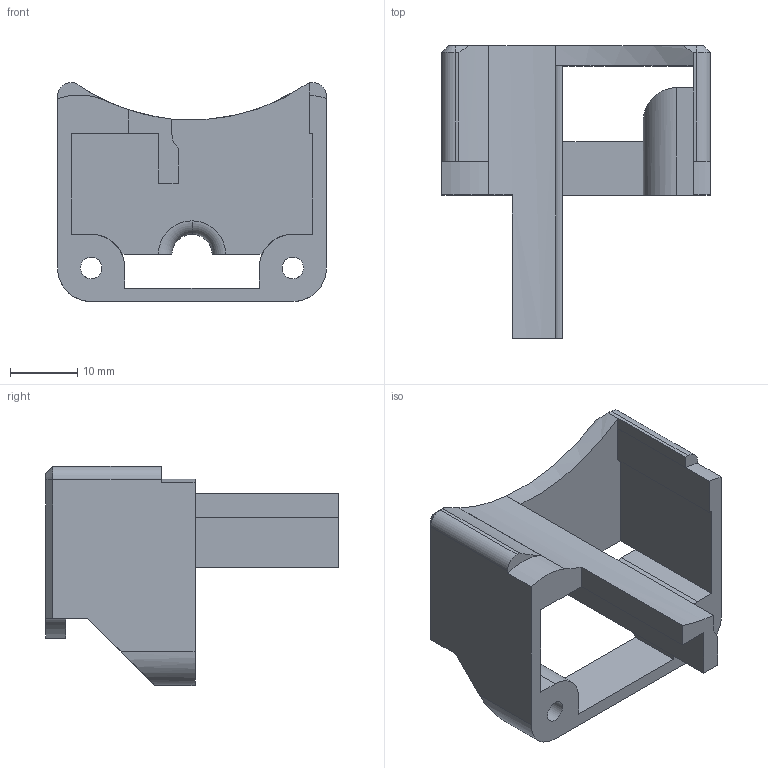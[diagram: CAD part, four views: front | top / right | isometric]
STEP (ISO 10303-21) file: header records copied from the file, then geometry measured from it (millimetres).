
FILE_DESCRIPTION(('HOOPS Exchange Step'),'2;1');
FILE_NAME('temp_export','2024-05-07T15:04:47+09:00',('mobile'),('Shapr3D Limited'),'HOOPS Exchange 2024.2','Shapr3D','Authorized');
FILE_SCHEMA( ('AUTOMOTIVE_DESIGN { 1 0 10303 214 1 1 1 1 }') );
Length unit declared in the file: millimetre
Products named in the file (1): Thermal-cover_P2-Pro_b
Bounding box: 40 x 43.5 x 32.58 mm (x, y, z)
Volume: 8667.8 mm3; surface area: 7018.6 mm2
Topology: 1 solids, 1 shells, 58 faces, 167 edges, 109 vertices
Faces by surface type: plane 37, cylinder 17, cone 2, torus 2
Full cylindrical faces by diameter (mm): 3.2 x2
Entity records: 1938 total; most frequent: CARTESIAN_POINT 335, ORIENTED_EDGE 334, DIRECTION 332, EDGE_CURVE 167, VECTOR 120, LINE 120, VERTEX_POINT 109, AXIS2_PLACEMENT_3D 106
